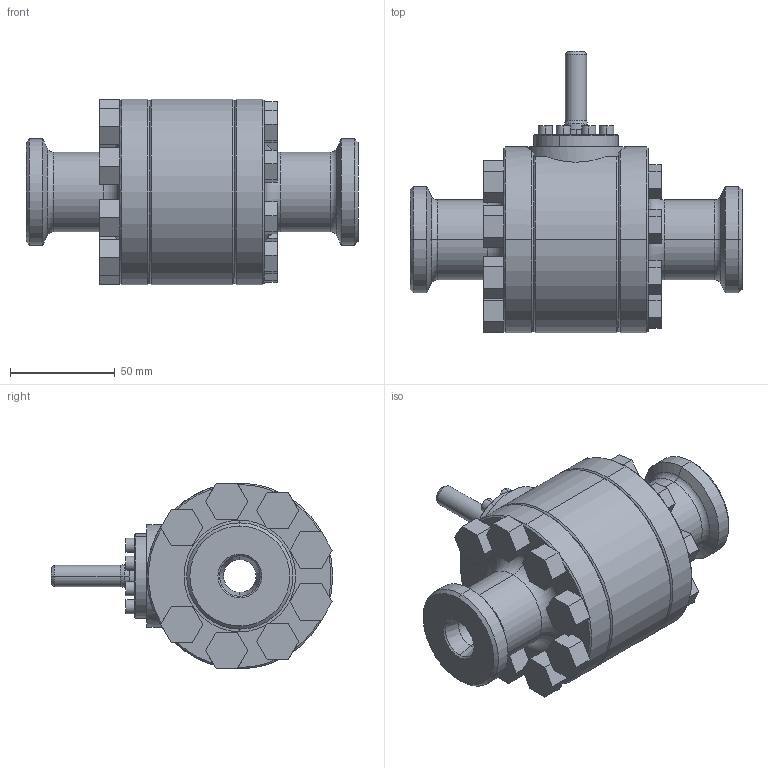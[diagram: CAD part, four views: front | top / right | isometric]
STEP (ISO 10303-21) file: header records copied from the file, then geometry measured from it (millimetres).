
FILE_DESCRIPTION (( 'STEP AP203' ), '1' );
FILE_NAME ('09010000.STEP', '2015-10-15T21:13:38', ( '' ), ( '' ), 'SwSTEP 2.0', 'SolidWorks 2015', '' );
FILE_SCHEMA (( 'CONFIG_CONTROL_DESIGN' ));
Length unit declared in the file: inch
Products named in the file (1): 09010000
Bounding box: 158.75 x 134.62 x 88.9 mm (x, y, z)
Volume: 563156.4 mm3; surface area: 88977.7 mm2
Topology: 1 solids, 9 shells, 341 faces, 876 edges, 556 vertices
Faces by surface type: plane 182, cylinder 97, cone 38, torus 24
Entity records: 10810 total; most frequent: CARTESIAN_POINT 2128, DIRECTION 1896, ORIENTED_EDGE 1752, EDGE_CURVE 876, AXIS2_PLACEMENT_3D 707, VERTEX_POINT 556, LINE 482, VECTOR 482
